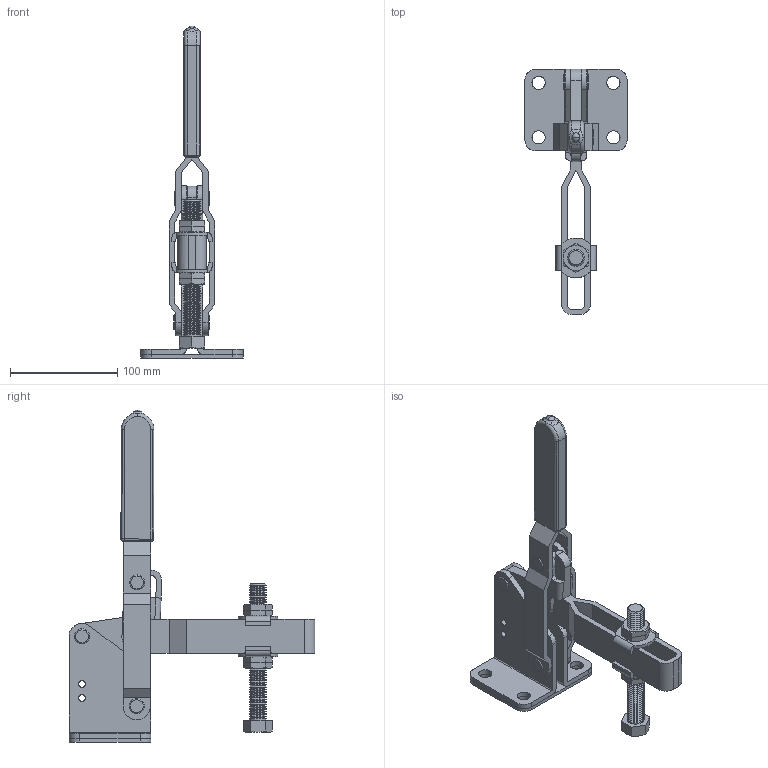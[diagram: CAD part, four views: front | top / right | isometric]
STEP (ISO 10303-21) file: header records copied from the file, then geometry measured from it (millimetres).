
FILE_DESCRIPTION((''),' ');
FILE_NAME('GH-101-j.stp',' ',('stephen'),('BIB design'),' ','ACIS 14.0',' ');
FILE_SCHEMA(('automotive_design'));
Length unit declared in the file: inch
Products named in the file (15): Part_1861; Part_2057; Part_2250; Part_2249; Part_6300; Part_6355; Part_6728; Part_6764; Part_6973; Part_8123; Part_8344; Part_9439; Part_15058; Part_15111
Bounding box: 95.2 x 229.2 x 309.61 mm (x, y, z)
Volume: 352084 mm3; surface area: 170160.4 mm2
Topology: 15 solids, 15 shells, 719 faces, 2128 edges, 1430 vertices
Faces by surface type: revolution 459, plane 110, bspline 81, cylinder 43, torus 24, sphere 2
Entity records: 56007 total; most frequent: CARTESIAN_POINT 13245, PRESENTATION_STYLE_ASSIGNMENT 4919, COLOUR_RGB 4919, STYLED_ITEM 4294, ORIENTED_EDGE 4250, DIRECTION 2889, CURVE_STYLE 2756, EDGE_CURVE 2125
